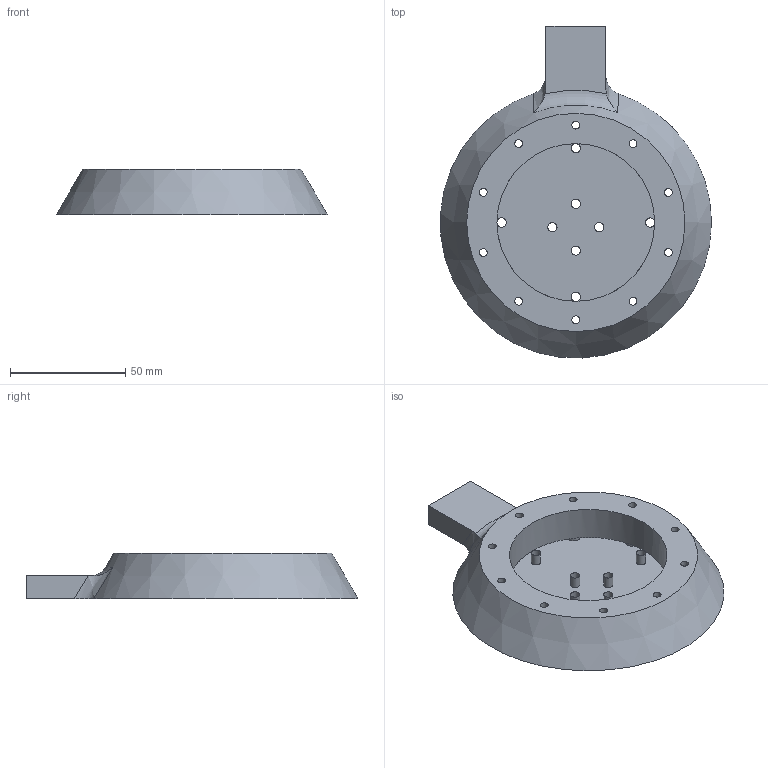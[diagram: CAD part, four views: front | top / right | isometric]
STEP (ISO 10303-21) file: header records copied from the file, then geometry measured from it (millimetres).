
FILE_DESCRIPTION(('FreeCAD Model'),'2;1');
FILE_NAME('Open CASCADE Shape Model','2025-01-25T13:37:32',(''),(''), 'Open CASCADE STEP processor 7.7','FreeCAD','Unknown');
FILE_SCHEMA(('AUTOMOTIVE_DESIGN { 1 0 10303 214 1 1 1 1 }'));
Length unit declared in the file: millimetre
Products named in the file (1): Body
Bounding box: 117.48 x 143.94 x 19.9 mm (x, y, z)
Volume: 124313.4 mm3; surface area: 34635.4 mm2
Topology: 1 solids, 1 shells, 59 faces, 137 edges, 88 vertices
Faces by surface type: cylinder 31, plane 24, bspline 2, cone 1, torus 1
Full cylindrical faces by diameter (mm): 3.4 x10, 4 x8, 5.6 x2, 6 x10, 68.417 x1
Entity records: 5566 total; most frequent: CARTESIAN_POINT 2682, DIRECTION 550, ORIENTED_EDGE 274, PCURVE 274, DEFINITIONAL_REPRESENTATION 274, LINE 224, VECTOR 224, AXIS2_PLACEMENT_3D 137
